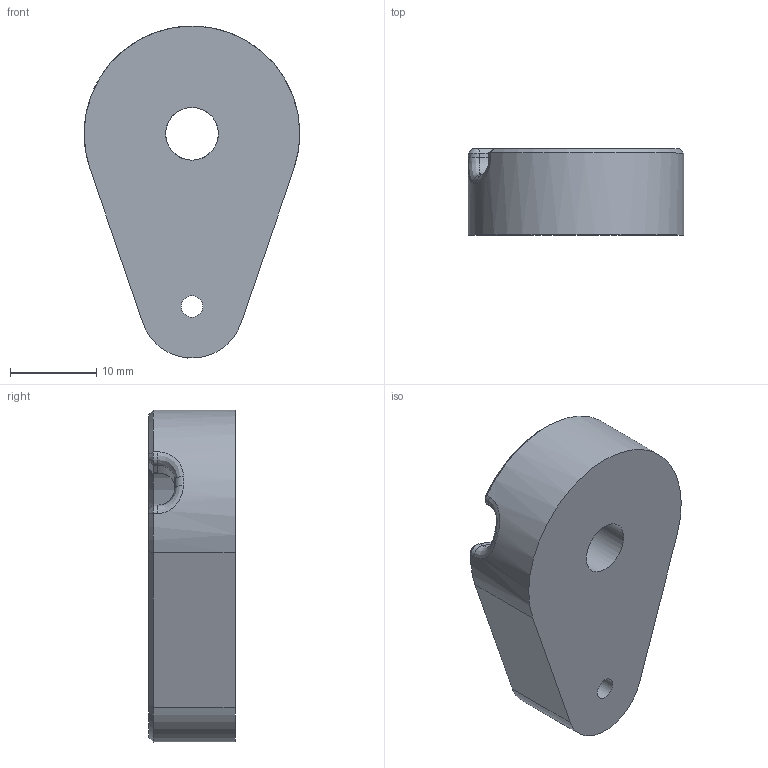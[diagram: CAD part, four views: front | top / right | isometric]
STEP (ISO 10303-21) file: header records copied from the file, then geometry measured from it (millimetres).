
FILE_DESCRIPTION(('FreeCAD Model'),'2;1');
FILE_NAME('Open CASCADE Shape Model','2022-05-02T23:02:56',(''),(''), 'Open CASCADE STEP processor 7.5','FreeCAD','Unknown');
FILE_SCHEMA(('AUTOMOTIVE_DESIGN { 1 0 10303 214 1 1 1 1 }'));
Length unit declared in the file: millimetre
Products named in the file (1): Tool_Holder_Adapter
Bounding box: 25 x 10 x 38.48 mm (x, y, z)
Volume: 5548 mm3; surface area: 2821.1 mm2
Topology: 1 solids, 1 shells, 131 faces, 369 edges, 239 vertices
Faces by surface type: bspline 64, plane 43, cylinder 12, cone 10, torus 2
Full cylindrical faces by diameter (mm): 2.5 x1, 6.1 x1
Entity records: 5010 total; most frequent: CARTESIAN_POINT 2168, ORIENTED_EDGE 738, DIRECTION 374, EDGE_CURVE 369, VERTEX_POINT 239, B_SPLINE_CURVE_WITH_KNOTS 212, AXIS2_PLACEMENT_3D 161, FACE_BOUND 134
